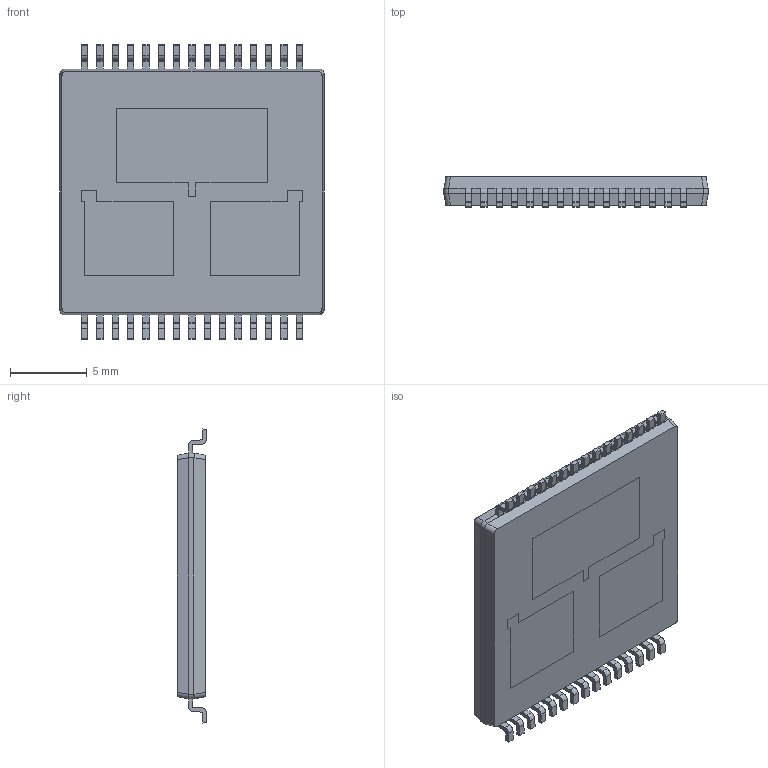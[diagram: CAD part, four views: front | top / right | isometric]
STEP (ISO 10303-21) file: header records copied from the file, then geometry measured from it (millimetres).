
FILE_DESCRIPTION (( 'STEP AP214' ), '1' );
FILE_NAME ('VNH5019ATR-E.STEP', '2021-08-21T07:01:10', ( '' ), ( '' ), 'SwSTEP 2.0', 'SolidWorks 2018', '' );
FILE_SCHEMA (( 'AUTOMOTIVE_DESIGN' ));
Length unit declared in the file: millimetre
Products named in the file (1): VNH5019ATR-E
Bounding box: 17.2 x 1.95 x 19.15 mm (x, y, z)
Volume: 509 mm3; surface area: 996.5 mm2
Topology: 4 solids, 4 shells, 482 faces, 1344 edges, 876 vertices
Faces by surface type: plane 344, cylinder 138
Entity records: 20366 total; most frequent: CARTESIAN_POINT 2799, ORIENTED_EDGE 2688, DIRECTION 2530, EDGE_CURVE 1344, LINE 1060, VECTOR 1060, VERTEX_POINT 876, AXIS2_PLACEMENT_3D 735
